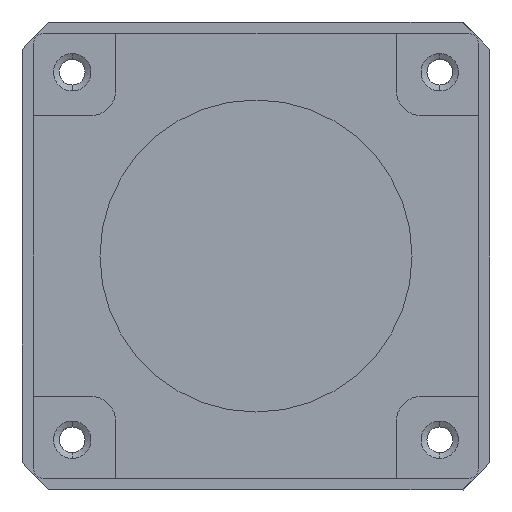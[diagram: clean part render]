
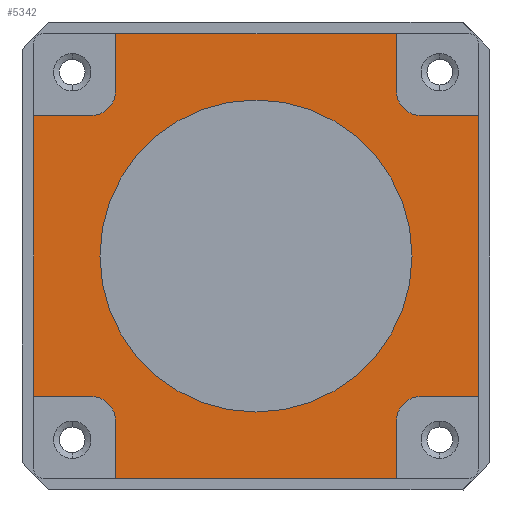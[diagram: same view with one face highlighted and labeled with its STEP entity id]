
A CAD part, left-side view. The second image highlights one B-rep face of the part: STEP entity #5342.
In plain terms, the highlighted planar face has unit normal (-1, 0, 0).
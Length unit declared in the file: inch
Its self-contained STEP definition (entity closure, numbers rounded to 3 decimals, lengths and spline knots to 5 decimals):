
#27 = VERTEX_POINT ( 'NONE', #7668 ) ;
#153 = VERTEX_POINT ( 'NONE', #5777 ) ;
#208 = EDGE_CURVE ( 'NONE', #4648, #1589, #2772, .T. ) ;
#251 = VERTEX_POINT ( 'NONE', #3506 ) ;
#305 = CARTESIAN_POINT ( 'NONE',  ( -5.03922, 1.12283, -0.70903 ) ) ;
#407 = CARTESIAN_POINT ( 'NONE',  ( -5.03922, -0.70903, 0.70903 ) ) ;
#448 = DIRECTION ( 'NONE',  ( 0., -1., 0. ) ) ;
#454 = EDGE_LOOP ( 'NONE', ( #6514, #6631 ) ) ;
#477 = DIRECTION ( 'NONE',  ( 0., 0., -1. ) ) ;
#513 = DIRECTION ( 'NONE',  ( 1., 0., 0. ) ) ;
#555 = DIRECTION ( 'NONE',  ( 1., 0., 0. ) ) ;
#656 = CIRCLE ( 'NONE', #3042, 0.78766 ) ;
#714 = ORIENTED_EDGE ( 'NONE', *, *, #7252, .F. ) ;
#827 = ORIENTED_EDGE ( 'NONE', *, *, #2219, .T. ) ;
#835 = AXIS2_PLACEMENT_3D ( 'NONE', #2886, #5575, #5384 ) ;
#837 = EDGE_CURVE ( 'NONE', #1229, #7849, #6599, .T. ) ;
#840 = DIRECTION ( 'NONE',  ( 0., 0., -1. ) ) ;
#903 = AXIS2_PLACEMENT_3D ( 'NONE', #3730, #555, #1272 ) ;
#904 = EDGE_CURVE ( 'NONE', #8107, #3414, #1474, .T. ) ;
#920 = AXIS2_PLACEMENT_3D ( 'NONE', #7855, #6649, #2306 ) ;
#928 = AXIS2_PLACEMENT_3D ( 'NONE', #4560, #4426, #840 ) ;
#932 = LINE ( 'NONE', #4024, #1856 ) ;
#955 = EDGE_CURVE ( 'NONE', #5618, #7329, #656, .T. ) ;
#1041 = CARTESIAN_POINT ( 'NONE',  ( -5.03922, -1.12283, 0.70903 ) ) ;
#1084 = LINE ( 'NONE', #7961, #7704 ) ;
#1148 = LINE ( 'NONE', #4188, #1371 ) ;
#1229 = VERTEX_POINT ( 'NONE', #6117 ) ;
#1272 = DIRECTION ( 'NONE',  ( 0., 0., -1. ) ) ;
#1327 = CARTESIAN_POINT ( 'NONE',  ( -5.03922, -0.83403, -0.83403 ) ) ;
#1371 = VECTOR ( 'NONE', #477, 39.37008 ) ;
#1440 = CARTESIAN_POINT ( 'NONE',  ( -5.03922, -0.83403, 0.70903 ) ) ;
#1474 = LINE ( 'NONE', #5334, #4208 ) ;
#1549 = CARTESIAN_POINT ( 'NONE',  ( -5.03922, 0., 0. ) ) ;
#1589 = VERTEX_POINT ( 'NONE', #1958 ) ;
#1649 = CARTESIAN_POINT ( 'NONE',  ( -5.03922, -1.12283, -0.70903 ) ) ;
#1693 = ORIENTED_EDGE ( 'NONE', *, *, #904, .F. ) ;
#1856 = VECTOR ( 'NONE', #5414, 39.37008 ) ;
#1891 = CARTESIAN_POINT ( 'NONE',  ( -5.03922, -0.70903, 0.83403 ) ) ;
#1958 = CARTESIAN_POINT ( 'NONE',  ( -5.03922, 0.83403, 0.70903 ) ) ;
#1978 = CIRCLE ( 'NONE', #2632, 0.125 ) ;
#1998 = VECTOR ( 'NONE', #7499, 39.37008 ) ;
#2097 = ORIENTED_EDGE ( 'NONE', *, *, #7455, .T. ) ;
#2188 = DIRECTION ( 'NONE',  ( 0., 0., 1. ) ) ;
#2219 = EDGE_CURVE ( 'NONE', #6731, #3414, #5158, .T. ) ;
#2224 = VERTEX_POINT ( 'NONE', #1649 ) ;
#2296 = CARTESIAN_POINT ( 'NONE',  ( -5.03922, 1.07283, -0.70903 ) ) ;
#2306 = DIRECTION ( 'NONE',  ( 0., 0., -1. ) ) ;
#2440 = FACE_BOUND ( 'NONE', #454, .T. ) ;
#2477 = CARTESIAN_POINT ( 'NONE',  ( -5.03922, 0., -0.78766 ) ) ;
#2514 = LINE ( 'NONE', #3041, #7374 ) ;
#2522 = CIRCLE ( 'NONE', #920, 0.78766 ) ;
#2587 = VECTOR ( 'NONE', #2993, 39.37008 ) ;
#2632 = AXIS2_PLACEMENT_3D ( 'NONE', #3768, #513, #3047 ) ;
#2678 = EDGE_CURVE ( 'NONE', #1229, #5943, #1148, .T. ) ;
#2703 = CARTESIAN_POINT ( 'NONE',  ( -5.03922, 1.12283, 0.70903 ) ) ;
#2772 = LINE ( 'NONE', #2815, #3176 ) ;
#2799 = CARTESIAN_POINT ( 'NONE',  ( -5.03922, 0.83403, -0.70903 ) ) ;
#2815 = CARTESIAN_POINT ( 'NONE',  ( -5.03922, 1.12283, 0.70903 ) ) ;
#2870 = DIRECTION ( 'NONE',  ( 0., 0., 1. ) ) ;
#2886 = CARTESIAN_POINT ( 'NONE',  ( -5.03922, 0.83403, -0.83403 ) ) ;
#2959 = ORIENTED_EDGE ( 'NONE', *, *, #4731, .T. ) ;
#2993 = DIRECTION ( 'NONE',  ( 0., 1., 0. ) ) ;
#3013 = CARTESIAN_POINT ( 'NONE',  ( -5.03922, 1.12283, 0.70903 ) ) ;
#3041 = CARTESIAN_POINT ( 'NONE',  ( -5.03922, 0.70903, 1.07283 ) ) ;
#3042 = AXIS2_PLACEMENT_3D ( 'NONE', #1549, #5408, #7924 ) ;
#3047 = DIRECTION ( 'NONE',  ( 0., 0., -1. ) ) ;
#3108 = DIRECTION ( 'NONE',  ( 0., 0., -1. ) ) ;
#3155 = ORIENTED_EDGE ( 'NONE', *, *, #4464, .T. ) ;
#3176 = VECTOR ( 'NONE', #7088, 39.37008 ) ;
#3224 = DIRECTION ( 'NONE',  ( 0., 0., -1. ) ) ;
#3261 = ORIENTED_EDGE ( 'NONE', *, *, #5277, .T. ) ;
#3414 = VERTEX_POINT ( 'NONE', #6938 ) ;
#3454 = ORIENTED_EDGE ( 'NONE', *, *, #837, .T. ) ;
#3506 = CARTESIAN_POINT ( 'NONE',  ( -5.03922, -0.70903, -0.83403 ) ) ;
#3552 = LINE ( 'NONE', #2296, #2587 ) ;
#3730 = CARTESIAN_POINT ( 'NONE',  ( -5.03922, 1.07283, -1.07283 ) ) ;
#3746 = DIRECTION ( 'NONE',  ( 0., -1., 0. ) ) ;
#3768 = CARTESIAN_POINT ( 'NONE',  ( -5.03922, -0.83403, 0.83403 ) ) ;
#3776 = EDGE_CURVE ( 'NONE', #251, #3913, #1084, .T. ) ;
#3831 = ORIENTED_EDGE ( 'NONE', *, *, #4079, .F. ) ;
#3841 = VERTEX_POINT ( 'NONE', #1041 ) ;
#3913 = VERTEX_POINT ( 'NONE', #5530 ) ;
#4018 = CARTESIAN_POINT ( 'NONE',  ( -5.03922, 0., 0.78766 ) ) ;
#4024 = CARTESIAN_POINT ( 'NONE',  ( -5.03922, -1.12283, -0.70903 ) ) ;
#4059 = VECTOR ( 'NONE', #2188, 39.37008 ) ;
#4065 = LINE ( 'NONE', #6609, #4059 ) ;
#4079 = EDGE_CURVE ( 'NONE', #6731, #6756, #3552, .T. ) ;
#4154 = ORIENTED_EDGE ( 'NONE', *, *, #2678, .F. ) ;
#4188 = CARTESIAN_POINT ( 'NONE',  ( -5.03922, -0.70903, 1.12283 ) ) ;
#4208 = VECTOR ( 'NONE', #2870, 39.37008 ) ;
#4348 = VECTOR ( 'NONE', #5251, 39.37008 ) ;
#4377 = EDGE_CURVE ( 'NONE', #8127, #3841, #5319, .T. ) ;
#4426 = DIRECTION ( 'NONE',  ( 1., 0., 0. ) ) ;
#4464 = EDGE_CURVE ( 'NONE', #8107, #3913, #8042, .T. ) ;
#4560 = CARTESIAN_POINT ( 'NONE',  ( -5.03922, 0.83403, 0.83403 ) ) ;
#4591 = CARTESIAN_POINT ( 'NONE',  ( -5.03922, 0.70903, 1.12283 ) ) ;
#4594 = ORIENTED_EDGE ( 'NONE', *, *, #5374, .T. ) ;
#4648 = VERTEX_POINT ( 'NONE', #2703 ) ;
#4731 = EDGE_CURVE ( 'NONE', #251, #153, #6363, .T. ) ;
#4873 = CIRCLE ( 'NONE', #928, 0.125 ) ;
#4927 = DIRECTION ( 'NONE',  ( 0., 0., 1. ) ) ;
#5020 = EDGE_CURVE ( 'NONE', #4648, #6756, #6912, .T. ) ;
#5023 = CARTESIAN_POINT ( 'NONE',  ( -5.03922, 0.70903, -1.12283 ) ) ;
#5158 = CIRCLE ( 'NONE', #835, 0.125 ) ;
#5171 = AXIS2_PLACEMENT_3D ( 'NONE', #1327, #6957, #3224 ) ;
#5251 = DIRECTION ( 'NONE',  ( 0., 1., 0. ) ) ;
#5277 = EDGE_CURVE ( 'NONE', #2224, #3841, #4065, .T. ) ;
#5319 = LINE ( 'NONE', #407, #7808 ) ;
#5334 = CARTESIAN_POINT ( 'NONE',  ( -5.03922, 0.70903, -1.12283 ) ) ;
#5342 = ADVANCED_FACE ( 'NONE', ( #2440, #7451 ), #6861, .F. ) ;
#5374 = EDGE_CURVE ( 'NONE', #8127, #5943, #1978, .T. ) ;
#5384 = DIRECTION ( 'NONE',  ( 0., 0., -1. ) ) ;
#5408 = DIRECTION ( 'NONE',  ( 1., 0., 0. ) ) ;
#5414 = DIRECTION ( 'NONE',  ( 0., 1., 0. ) ) ;
#5530 = CARTESIAN_POINT ( 'NONE',  ( -5.03922, -0.70903, -1.12283 ) ) ;
#5575 = DIRECTION ( 'NONE',  ( 1., 0., 0. ) ) ;
#5618 = VERTEX_POINT ( 'NONE', #4018 ) ;
#5777 = CARTESIAN_POINT ( 'NONE',  ( -5.03922, -0.83403, -0.70903 ) ) ;
#5943 = VERTEX_POINT ( 'NONE', #1891 ) ;
#6012 = ORIENTED_EDGE ( 'NONE', *, *, #5020, .T. ) ;
#6117 = CARTESIAN_POINT ( 'NONE',  ( -5.03922, -0.70903, 1.12283 ) ) ;
#6172 = EDGE_LOOP ( 'NONE', ( #714, #2097, #6589, #6012, #3831, #827, #1693, #3155, #7764, #2959, #6596, #3261, #7315, #4594, #4154, #3454 ) ) ;
#6264 = CARTESIAN_POINT ( 'NONE',  ( -5.03922, 0.70903, -1.12283 ) ) ;
#6363 = CIRCLE ( 'NONE', #5171, 0.125 ) ;
#6514 = ORIENTED_EDGE ( 'NONE', *, *, #7047, .T. ) ;
#6589 = ORIENTED_EDGE ( 'NONE', *, *, #208, .F. ) ;
#6596 = ORIENTED_EDGE ( 'NONE', *, *, #6788, .F. ) ;
#6599 = LINE ( 'NONE', #7265, #4348 ) ;
#6609 = CARTESIAN_POINT ( 'NONE',  ( -5.03922, -1.12283, -0.70903 ) ) ;
#6631 = ORIENTED_EDGE ( 'NONE', *, *, #955, .T. ) ;
#6649 = DIRECTION ( 'NONE',  ( 1., 0., 0. ) ) ;
#6731 = VERTEX_POINT ( 'NONE', #2799 ) ;
#6756 = VERTEX_POINT ( 'NONE', #305 ) ;
#6788 = EDGE_CURVE ( 'NONE', #2224, #153, #932, .T. ) ;
#6861 = PLANE ( 'NONE',  #903 ) ;
#6912 = LINE ( 'NONE', #3013, #1998 ) ;
#6938 = CARTESIAN_POINT ( 'NONE',  ( -5.03922, 0.70903, -0.83403 ) ) ;
#6957 = DIRECTION ( 'NONE',  ( 1., 0., 0. ) ) ;
#7047 = EDGE_CURVE ( 'NONE', #7329, #5618, #2522, .T. ) ;
#7088 = DIRECTION ( 'NONE',  ( 0., -1., 0. ) ) ;
#7252 = EDGE_CURVE ( 'NONE', #27, #7849, #2514, .T. ) ;
#7265 = CARTESIAN_POINT ( 'NONE',  ( -5.03922, 0.70903, 1.12283 ) ) ;
#7315 = ORIENTED_EDGE ( 'NONE', *, *, #4377, .F. ) ;
#7329 = VERTEX_POINT ( 'NONE', #2477 ) ;
#7374 = VECTOR ( 'NONE', #4927, 39.37008 ) ;
#7451 = FACE_OUTER_BOUND ( 'NONE', #6172, .T. ) ;
#7455 = EDGE_CURVE ( 'NONE', #27, #1589, #4873, .T. ) ;
#7499 = DIRECTION ( 'NONE',  ( 0., 0., -1. ) ) ;
#7668 = CARTESIAN_POINT ( 'NONE',  ( -5.03922, 0.70903, 0.83403 ) ) ;
#7685 = VECTOR ( 'NONE', #3746, 39.37008 ) ;
#7704 = VECTOR ( 'NONE', #3108, 39.37008 ) ;
#7764 = ORIENTED_EDGE ( 'NONE', *, *, #3776, .F. ) ;
#7808 = VECTOR ( 'NONE', #448, 39.37008 ) ;
#7849 = VERTEX_POINT ( 'NONE', #4591 ) ;
#7855 = CARTESIAN_POINT ( 'NONE',  ( -5.03922, 0., 0. ) ) ;
#7924 = DIRECTION ( 'NONE',  ( 0., 0., -1. ) ) ;
#7961 = CARTESIAN_POINT ( 'NONE',  ( -5.03922, -0.70903, -0.70903 ) ) ;
#8042 = LINE ( 'NONE', #5023, #7685 ) ;
#8107 = VERTEX_POINT ( 'NONE', #6264 ) ;
#8127 = VERTEX_POINT ( 'NONE', #1440 ) ;
